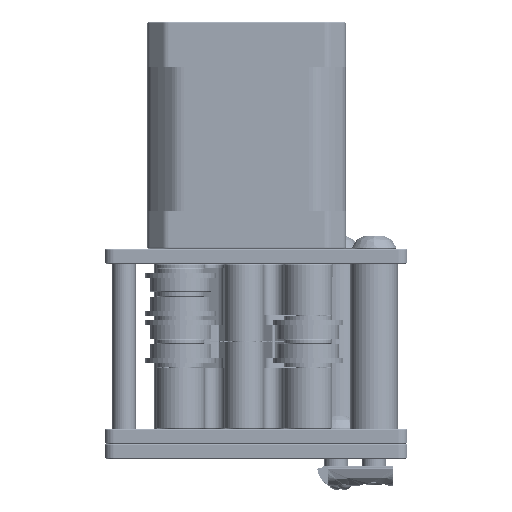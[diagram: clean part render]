
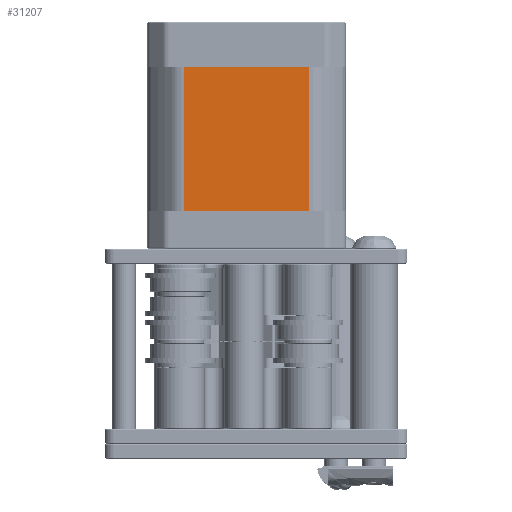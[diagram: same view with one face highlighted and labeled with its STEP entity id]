
A CAD part, left-side view. The second image highlights one B-rep face of the part: STEP entity #31207.
In plain terms, the highlighted face is planar.
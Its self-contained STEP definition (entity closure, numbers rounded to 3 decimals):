
#6203=FACE_OUTER_BOUND('',#8397,.T.);
#8397=EDGE_LOOP('',(#26813,#26814,#26815,#26816));
#10466=LINE('',#54436,#12504);
#10471=LINE('',#54483,#12509);
#10484=LINE('',#54527,#12522);
#10485=LINE('',#54529,#12523);
#12504=VECTOR('',#43372,1000.);
#12509=VECTOR('',#43415,1000.);
#12522=VECTOR('',#43470,1000.);
#12523=VECTOR('',#43473,1000.);
#14980=VERTEX_POINT('',#54433);
#14981=VERTEX_POINT('',#54435);
#15003=VERTEX_POINT('',#54480);
#15004=VERTEX_POINT('',#54482);
#19024=EDGE_CURVE('',#14980,#14981,#10466,.T.);
#19047=EDGE_CURVE('',#15004,#15003,#10471,.T.);
#19070=EDGE_CURVE('',#15004,#14980,#10484,.T.);
#19071=EDGE_CURVE('',#15003,#14981,#10485,.T.);
#26813=ORIENTED_EDGE('',*,*,#19024,.F.);
#26814=ORIENTED_EDGE('',*,*,#19070,.F.);
#26815=ORIENTED_EDGE('',*,*,#19047,.T.);
#26816=ORIENTED_EDGE('',*,*,#19071,.T.);
#29743=PLANE('',#34961);
#31207=ADVANCED_FACE('',(#6203),#29743,.T.);
#34961=AXIS2_PLACEMENT_3D('',#54528,#43471,#43472);
#43372=DIRECTION('',(0.547,-0.837,0.));
#43415=DIRECTION('',(0.547,-0.837,0.));
#43470=DIRECTION('',(0.,0.,1.));
#43471=DIRECTION('center_axis',(-0.837,-0.547,0.));
#43472=DIRECTION('ref_axis',(0.,0.,
1.));
#43473=DIRECTION('',(0.,0.,1.));
#54433=CARTESIAN_POINT('',(-199.869,212.671,524.));
#54435=CARTESIAN_POINT('',(-185.294,190.36,524.));
#54436=CARTESIAN_POINT('',(-192.581,201.515,524.));
#54480=CARTESIAN_POINT('',(-185.294,190.36,493.5));
#54482=CARTESIAN_POINT('',(-199.869,212.671,493.5));
#54483=CARTESIAN_POINT('',(-192.581,201.515,493.5));
#54527=CARTESIAN_POINT('',(-199.869,212.671,493.5));
#54528=CARTESIAN_POINT('Origin',(-192.581,201.515,493.5));
#54529=CARTESIAN_POINT('',(-185.294,190.36,493.5));
